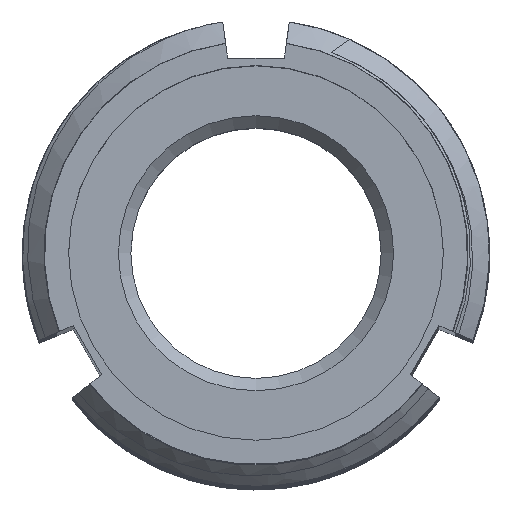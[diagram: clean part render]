
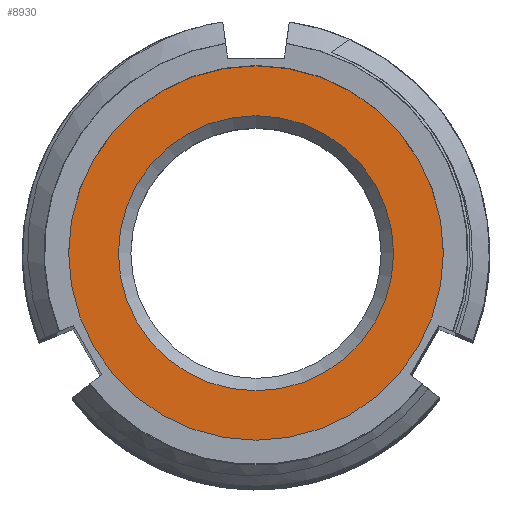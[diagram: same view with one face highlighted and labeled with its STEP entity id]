
A CAD part, top view. The second image highlights one B-rep face of the part: STEP entity #8930.
In plain terms, the highlighted planar face has unit normal (0, 0, 1).
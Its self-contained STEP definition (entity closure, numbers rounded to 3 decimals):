
#1201=FACE_BOUND('',#2974,.T.);
#1204=PLANE('',#9452);
#2476=FACE_OUTER_BOUND('',#2973,.T.);
#2973=EDGE_LOOP('',(#5987));
#2974=EDGE_LOOP('',(#5988));
#3477=CIRCLE('',#9451,11.05);
#3478=CIRCLE('',#9453,15.05);
#3504=VERTEX_POINT('',#10848);
#3505=VERTEX_POINT('',#10852);
#4494=EDGE_CURVE('',#3504,#3504,#3477,.T.);
#4496=EDGE_CURVE('',#3505,#3505,#3478,.T.);
#5987=ORIENTED_EDGE('',*,*,#4496,.T.);
#5988=ORIENTED_EDGE('',*,*,#4494,.F.);
#8930=ADVANCED_FACE('',(#2476,#1201),#1204,.F.);
#9451=AXIS2_PLACEMENT_3D('',#10849,#9764,#9765);
#9452=AXIS2_PLACEMENT_3D('',#10851,#9767,#9768);
#9453=AXIS2_PLACEMENT_3D('',#10853,#9769,#9770);
#9764=DIRECTION('center_axis',(0.,0.,1.));
#9765=DIRECTION('ref_axis',(-1.,0.,0.));
#9767=DIRECTION('center_axis',(0.,0.,-1.));
#9768=DIRECTION('ref_axis',(-1.,0.,0.));
#9769=DIRECTION('center_axis',(0.,0.,1.));
#9770=DIRECTION('ref_axis',(-1.,0.,0.));
#10848=CARTESIAN_POINT('',(11.05,0.,234.55));
#10849=CARTESIAN_POINT('Origin',(0.,0.,234.55));
#10851=CARTESIAN_POINT('Origin',(0.,0.,234.55));
#10852=CARTESIAN_POINT('',(15.05,0.,234.55));
#10853=CARTESIAN_POINT('Origin',(0.,0.,234.55));
